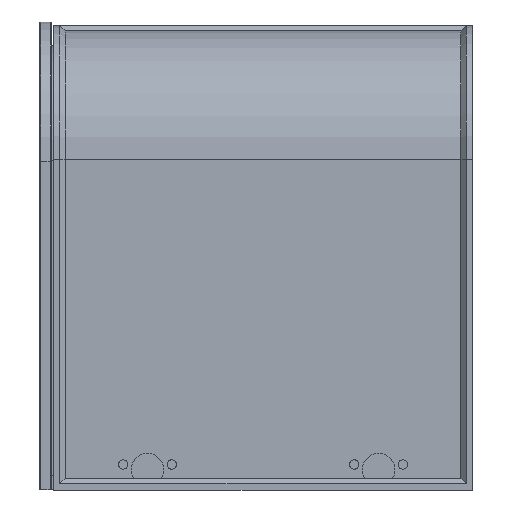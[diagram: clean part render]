
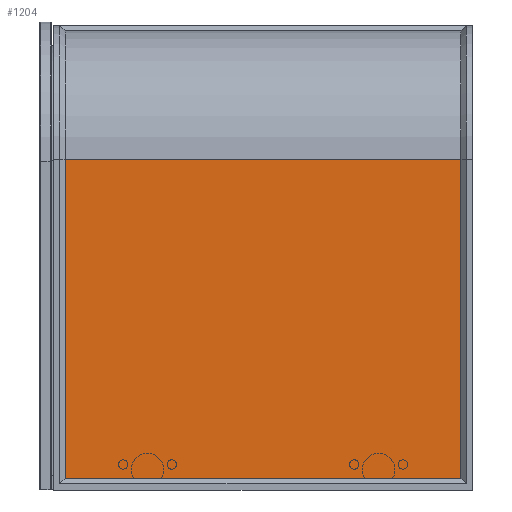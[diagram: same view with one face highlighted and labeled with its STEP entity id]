
A CAD part, left-side view. The second image highlights one B-rep face of the part: STEP entity #1204.
In plain terms, the highlighted planar face has unit normal (-1, 0, 0).
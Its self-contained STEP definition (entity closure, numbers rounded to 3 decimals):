
#428 = EDGE_CURVE ( 'NONE', #1759, #7973, #6159, .T. ) ;
#514 = VERTEX_POINT ( 'NONE', #11094 ) ;
#752 = ORIENTED_EDGE ( 'NONE', *, *, #5378, .T. ) ;
#905 = CARTESIAN_POINT ( 'NONE',  ( -77.5, 961.831, 105. ) ) ;
#1204 = ADVANCED_FACE ( 'NONE', ( #4614 ), #4721, .T. ) ;
#1759 = VERTEX_POINT ( 'NONE', #5269 ) ;
#1841 = VECTOR ( 'NONE', #6749, 1000. ) ;
#2249 = LINE ( 'NONE', #6511, #11403 ) ;
#2533 = ORIENTED_EDGE ( 'NONE', *, *, #428, .F. ) ;
#3608 = EDGE_CURVE ( 'NONE', #514, #7973, #6046, .T. ) ;
#3657 = DIRECTION ( 'NONE',  ( 0., -1., 0. ) ) ;
#4308 = CARTESIAN_POINT ( 'NONE',  ( -77.5, 6.5, -236. ) ) ;
#4614 = FACE_OUTER_BOUND ( 'NONE', #10167, .T. ) ;
#4721 = PLANE ( 'NONE',  #6389 ) ;
#5269 = CARTESIAN_POINT ( 'NONE',  ( -77.5, 435., 105. ) ) ;
#5378 = EDGE_CURVE ( 'NONE', #9187, #514, #11395, .T. ) ;
#5867 = DIRECTION ( 'NONE',  ( 0., 0., -1. ) ) ;
#6046 = LINE ( 'NONE', #10472, #7952 ) ;
#6159 = LINE ( 'NONE', #905, #9797 ) ;
#6389 = AXIS2_PLACEMENT_3D ( 'NONE', #6467, #6417, #9194 ) ;
#6417 = DIRECTION ( 'NONE',  ( -1., 0., 0. ) ) ;
#6467 = CARTESIAN_POINT ( 'NONE',  ( -77.5, 961.831, -241.5 ) ) ;
#6511 = CARTESIAN_POINT ( 'NONE',  ( -77.5, 435., -241.5 ) ) ;
#6749 = DIRECTION ( 'NONE',  ( 0., -1., 0. ) ) ;
#7952 = VECTOR ( 'NONE', #9477, 1000. ) ;
#7973 = VERTEX_POINT ( 'NONE', #8239 ) ;
#8143 = CARTESIAN_POINT ( 'NONE',  ( -77.5, 435., -236. ) ) ;
#8239 = CARTESIAN_POINT ( 'NONE',  ( -77.5, 12., 105. ) ) ;
#8453 = EDGE_CURVE ( 'NONE', #1759, #9187, #2249, .T. ) ;
#9187 = VERTEX_POINT ( 'NONE', #8143 ) ;
#9194 = DIRECTION ( 'NONE',  ( 0., 0., 1. ) ) ;
#9477 = DIRECTION ( 'NONE',  ( 0., 0., 1. ) ) ;
#9797 = VECTOR ( 'NONE', #3657, 1000. ) ;
#10167 = EDGE_LOOP ( 'NONE', ( #752, #10239, #2533, #10731 ) ) ;
#10239 = ORIENTED_EDGE ( 'NONE', *, *, #3608, .T. ) ;
#10472 = CARTESIAN_POINT ( 'NONE',  ( -77.5, 12., 105. ) ) ;
#10731 = ORIENTED_EDGE ( 'NONE', *, *, #8453, .T. ) ;
#11094 = CARTESIAN_POINT ( 'NONE',  ( -77.5, 12., -236. ) ) ;
#11395 = LINE ( 'NONE', #4308, #1841 ) ;
#11403 = VECTOR ( 'NONE', #5867, 1000. ) ;
